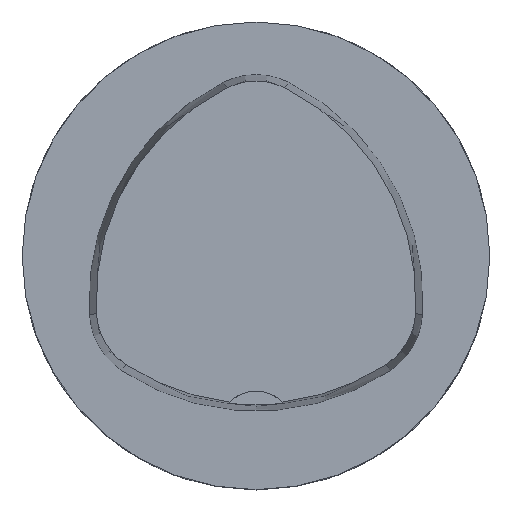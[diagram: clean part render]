
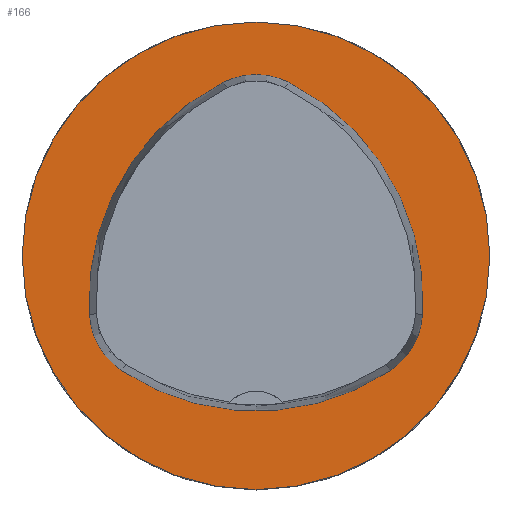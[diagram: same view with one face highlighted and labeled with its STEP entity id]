
A CAD part, top view. The second image highlights one B-rep face of the part: STEP entity #166.
In plain terms, the highlighted planar face has unit normal (0, 0, 1).
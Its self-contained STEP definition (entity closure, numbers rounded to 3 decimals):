
#135=PLANE('',#749);
#166=ADVANCED_FACE('',(#213,#214),#135,.T.);
#213=FACE_BOUND('',#286,.T.);
#214=FACE_BOUND('',#287,.T.);
#286=EDGE_LOOP('',(#409));
#287=EDGE_LOOP('',(#410,#411,#412,#413,#414,#415));
#409=ORIENTED_EDGE('',*,*,#596,.F.);
#410=ORIENTED_EDGE('',*,*,#583,.T.);
#411=ORIENTED_EDGE('',*,*,#581,.T.);
#412=ORIENTED_EDGE('',*,*,#579,.T.);
#413=ORIENTED_EDGE('',*,*,#577,.T.);
#414=ORIENTED_EDGE('',*,*,#575,.T.);
#415=ORIENTED_EDGE('',*,*,#572,.T.);
#511=VERTEX_POINT('',#1086);
#512=VERTEX_POINT('',#1087);
#513=VERTEX_POINT('',#1092);
#514=VERTEX_POINT('',#1096);
#515=VERTEX_POINT('',#1100);
#516=VERTEX_POINT('',#1104);
#525=VERTEX_POINT('',#1136);
#572=EDGE_CURVE('',#511,#512,#645,.T.);
#575=EDGE_CURVE('',#513,#511,#646,.T.);
#577=EDGE_CURVE('',#514,#513,#647,.T.);
#579=EDGE_CURVE('',#515,#514,#648,.T.);
#581=EDGE_CURVE('',#516,#515,#649,.T.);
#583=EDGE_CURVE('',#512,#516,#650,.T.);
#596=EDGE_CURVE('',#525,#525,#651,.T.);
#645=CIRCLE('',#726,52.);
#646=CIRCLE('',#728,15.5);
#647=CIRCLE('',#730,52.);
#648=CIRCLE('',#732,15.5);
#649=CIRCLE('',#734,52.);
#650=CIRCLE('',#736,15.5);
#651=CIRCLE('',#748,50.);
#726=AXIS2_PLACEMENT_3D('',#1085,#853,#854);
#728=AXIS2_PLACEMENT_3D('',#1091,#859,#860);
#730=AXIS2_PLACEMENT_3D('',#1095,#864,#865);
#732=AXIS2_PLACEMENT_3D('',#1099,#869,#870);
#734=AXIS2_PLACEMENT_3D('',#1103,#874,#875);
#736=AXIS2_PLACEMENT_3D('',#1107,#879,#880);
#748=AXIS2_PLACEMENT_3D('',#1135,#911,#912);
#749=AXIS2_PLACEMENT_3D('',#1137,#913,#914);
#853=DIRECTION('',(0.,0.,-1.));
#854=DIRECTION('',(-0.5,0.866,0.));
#859=DIRECTION('',(0.,0.,-1.));
#860=DIRECTION('',(-0.5,0.866,0.));
#864=DIRECTION('',(0.,0.,-1.));
#865=DIRECTION('',(-0.5,0.866,0.));
#869=DIRECTION('',(0.,0.,-1.));
#870=DIRECTION('',(-0.5,0.866,0.));
#874=DIRECTION('',(0.,0.,-1.));
#875=DIRECTION('',(-0.5,0.866,0.));
#879=DIRECTION('',(0.,0.,-1.));
#880=DIRECTION('',(-0.5,0.866,0.));
#911=DIRECTION('',(0.,0.,-1.));
#912=DIRECTION('',(-1.,0.,0.));
#913=DIRECTION('',(0.,0.,1.));
#914=DIRECTION('',(1.,0.,0.));
#1085=CARTESIAN_POINT('',(-16.298,-9.409,0.));
#1086=CARTESIAN_POINT('',(6.921,37.119,0.));
#1087=CARTESIAN_POINT('',(35.607,-12.566,0.));
#1091=CARTESIAN_POINT('',(0.,23.25,0.));
#1092=CARTESIAN_POINT('',(-6.921,37.119,0.));
#1095=CARTESIAN_POINT('',(16.298,-9.409,0.));
#1096=CARTESIAN_POINT('',(-35.607,-12.566,0.));
#1099=CARTESIAN_POINT('',(-20.135,-11.625,0.));
#1100=CARTESIAN_POINT('',(-28.686,-24.553,0.));
#1103=CARTESIAN_POINT('',(0.,18.819,0.));
#1104=CARTESIAN_POINT('',(28.686,-24.553,0.));
#1107=CARTESIAN_POINT('',(20.135,-11.625,0.));
#1135=CARTESIAN_POINT('',(0.,0.,0.));
#1136=CARTESIAN_POINT('',(-50.,0.,0.));
#1137=CARTESIAN_POINT('',(0.,0.,0.));
